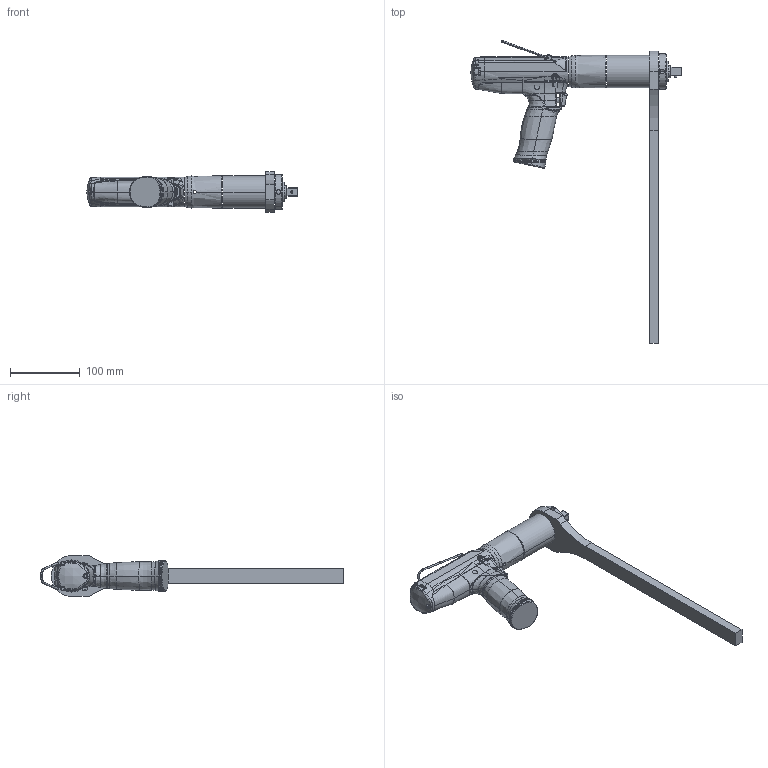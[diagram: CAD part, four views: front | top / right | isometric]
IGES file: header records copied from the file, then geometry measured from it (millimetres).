
Start section:  PTC IGES file: 48ep90d4_sw.igs
Global section: file name: 48ep90d4_sw.igs; native system: Pro/ENGINEER by Parametric Technology Corporation; preprocessor: 2006140; author: SmithS; organization: Unknown; date: 20070321.094058; units: inch
Bounding box: 302.2 x 434.97 x 58.67 mm (x, y, z)
Surface area: 104680.7 mm2 (no closed solid volume)
Topology: 0 solids, 0 shells, 649 faces, 3154 edges, 3132 vertices
Faces by surface type: bspline 423, revolution 224, extrusion 2
